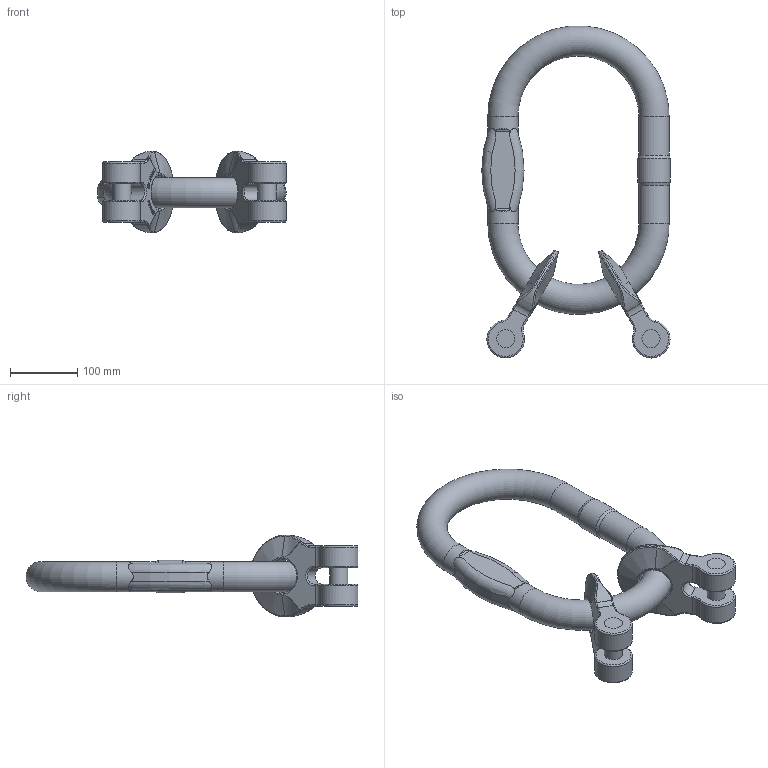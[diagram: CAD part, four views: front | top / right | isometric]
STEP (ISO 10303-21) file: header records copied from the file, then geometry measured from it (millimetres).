
FILE_DESCRIPTION(/* description */ (''),/* implementation_level */ '2;1');
FILE_NAME(/* name */ 'pewag_KAGW_2-22.stp',/* time_stamp */ '2023-01-27T13:17:35+01:00',/* author */ (''),/* organization */ (''),/* preprocessor_version */ 'ST-DEVELOPER v16',/* originating_system */ 'SIEMENS PLM Software NX 11.0',/* authorisation */ '');
FILE_SCHEMA (('AUTOMOTIVE_DESIGN { 1 0 10303 214 3 1 1 1 }'));
Length unit declared in the file: millimetre
Products named in the file (1): KSE2DF0FA72zquz
Bounding box: 280.69 x 494.38 x 122 mm (x, y, z)
Volume: 2466030.9 mm3; surface area: 271490.5 mm2
Topology: 5 solids, 5 shells, 563 faces, 1473 edges, 940 vertices
Faces by surface type: plane 198, extrusion 198, cylinder 55, torus 54, bspline 48, sphere 8, cone 2
Full cylindrical faces by diameter (mm): 27 x6, 45 x4, 48.375 x1, 50 x2
Entity records: 21315 total; most frequent: CARTESIAN_POINT 8860, ORIENTED_EDGE 2880, DIRECTION 1840, EDGE_CURVE 1440, VERTEX_POINT 936, B_SPLINE_CURVE_WITH_KNOTS 852, VECTOR 764, EDGE_LOOP 626
